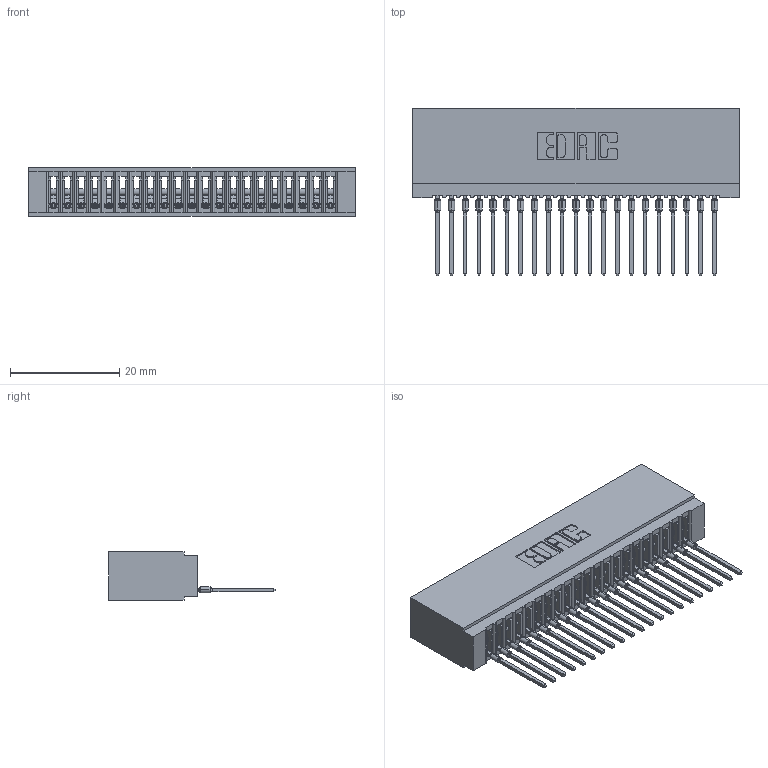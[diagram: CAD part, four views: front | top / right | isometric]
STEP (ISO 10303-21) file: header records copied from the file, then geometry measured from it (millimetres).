
FILE_DESCRIPTION (( 'STEP AP203' ), '1' );
FILE_NAME ('745-021-545-101.STEP', '2026-02-25T16:37:13', ( '' ), ( '' ), 'SwSTEP 2.0', 'SolidWorks 2023', '' );
FILE_SCHEMA (( 'CONFIG_CONTROL_DESIGN' ));
Length unit declared in the file: millimetre
Products named in the file (3): 745-292-001_545; 745-021-545-101; 745 Part_Insulator Option - 01
Assembly tree (22 placements, depth 2):
  745-021-545-101
    745 Part_Insulator Option - 01
    745-292-001_545  x21
Bounding box: 59.94 x 30.62 x 8.89 mm (x, y, z)
Volume: 5393.9 mm3; surface area: 9945.9 mm2
Topology: 22 solids, 22 shells, 2447 faces, 6726 edges, 4246 vertices
Faces by surface type: plane 1462, cylinder 439, bspline 420, torus 126
Entity records: 37549 total; most frequent: CARTESIAN_POINT 7118, ORIENTED_EDGE 6532, DIRECTION 5682, EDGE_CURVE 3266, LINE 2958, VECTOR 2958, VERTEX_POINT 2086, AXIS2_PLACEMENT_3D 1362
